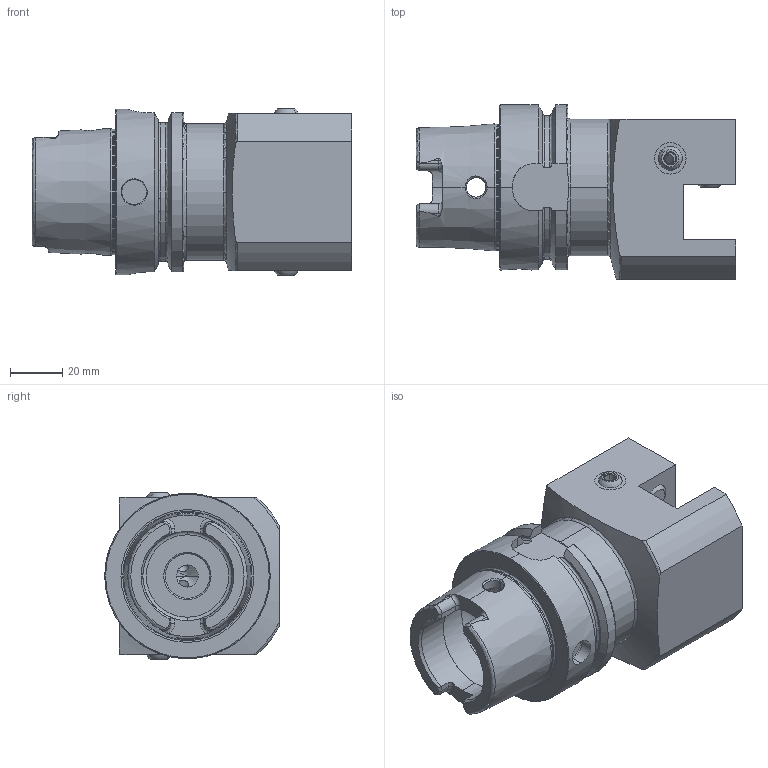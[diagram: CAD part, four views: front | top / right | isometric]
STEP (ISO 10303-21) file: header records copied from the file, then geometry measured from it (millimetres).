
FILE_DESCRIPTION (( 'STEP AP214' ), '1' );
FILE_NAME ('HA6.V20.N11.090.STEP', '2020-09-16T14:54:24', ( '' ), ( '' ), 'SwSTEP 2.0', 'SolidWorks 2017', '' );
FILE_SCHEMA (( 'AUTOMOTIVE_DESIGN' ));
Length unit declared in the file: millimetre
Products named in the file (6): KU1-U12.001.010_2; KU1-U12.001.010_1; KU1-U12.001.010; HA6.V20.N11.090; HA6-V20.N11.090_B; ISO 4026 - M10 x 25
Assembly tree (8 placements, depth 3):
  HA6.V20.N11.090
    HA6-V20.N11.090_B
    KU1-U12.001.010  x2
      KU1-U12.001.010_1
      KU1-U12.001.010_2
    ISO 4026 - M10 x 25  x3
Bounding box: 121.9 x 66.5 x 63.6 mm (x, y, z)
Volume: 258380.8 mm3; surface area: 48563.8 mm2
Topology: 8 solids, 8 shells, 273 faces, 709 edges, 444 vertices
Faces by surface type: plane 86, cylinder 79, cone 59, torus 37, sphere 8, bspline 4
Entity records: 8575 total; most frequent: CARTESIAN_POINT 2763, ORIENTED_EDGE 1170, DIRECTION 1140, EDGE_CURVE 585, AXIS2_PLACEMENT_3D 464, VERTEX_POINT 368, EDGE_LOOP 245, CIRCLE 230
